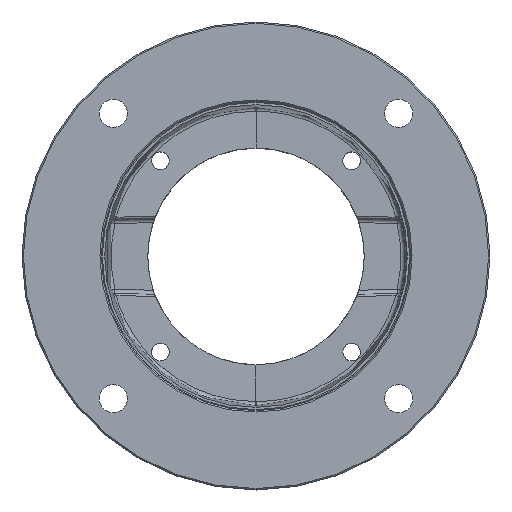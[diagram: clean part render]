
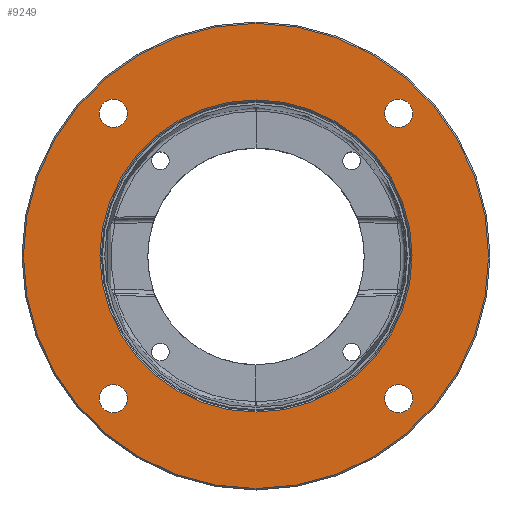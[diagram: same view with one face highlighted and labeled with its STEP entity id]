
A CAD part, top view. The second image highlights one B-rep face of the part: STEP entity #9249.
In plain terms, the highlighted planar face has unit normal (0, 0, 1).
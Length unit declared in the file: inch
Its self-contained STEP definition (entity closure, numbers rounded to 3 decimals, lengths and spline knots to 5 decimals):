
#12=CARTESIAN_POINT('',(0.,0.,-0.06));
#13=DIRECTION('',(0.,0.,1.));
#14=DIRECTION('',(0.,1.,0.));
#15=AXIS2_PLACEMENT_3D('',#12,#13,#14);
#21=CARTESIAN_POINT('',(0.,0.,-0.06));
#22=DIRECTION('',(0.,0.,-1.));
#23=DIRECTION('',(0.,1.,0.));
#24=AXIS2_PLACEMENT_3D('',#21,#22,#23);
#465=CARTESIAN_POINT('',(-2.07713,2.07713,-0.06));
#466=DIRECTION('',(0.,0.,-1.));
#467=DIRECTION('',(-0.707,0.707,0.));
#468=AXIS2_PLACEMENT_3D('',#465,#466,#467);
#470=CARTESIAN_POINT('',(-2.07713,2.07713,-0.06));
#471=DIRECTION('',(0.,0.,-1.));
#472=DIRECTION('',(0.707,-0.707,0.));
#473=AXIS2_PLACEMENT_3D('',#470,#471,#472);
#475=CARTESIAN_POINT('',(-2.07713,-2.07713,-0.06));
#476=DIRECTION('',(0.,0.,-1.));
#477=DIRECTION('',(-0.707,-0.707,0.));
#478=AXIS2_PLACEMENT_3D('',#475,#476,#477);
#480=CARTESIAN_POINT('',(-2.07713,-2.07713,-0.06));
#481=DIRECTION('',(0.,0.,-1.));
#482=DIRECTION('',(0.707,0.707,0.));
#483=AXIS2_PLACEMENT_3D('',#480,#481,#482);
#485=CARTESIAN_POINT('',(2.07713,-2.07713,-0.06));
#486=DIRECTION('',(0.,0.,-1.));
#487=DIRECTION('',(0.707,-0.707,0.));
#488=AXIS2_PLACEMENT_3D('',#485,#486,#487);
#490=CARTESIAN_POINT('',(2.07713,-2.07713,-0.06));
#491=DIRECTION('',(0.,0.,-1.));
#492=DIRECTION('',(-0.707,0.707,0.));
#493=AXIS2_PLACEMENT_3D('',#490,#491,#492);
#495=CARTESIAN_POINT('',(2.07713,2.07713,-0.06));
#496=DIRECTION('',(0.,0.,-1.));
#497=DIRECTION('',(0.707,0.707,0.));
#498=AXIS2_PLACEMENT_3D('',#495,#496,#497);
#500=CARTESIAN_POINT('',(2.07713,2.07713,-0.06));
#501=DIRECTION('',(0.,0.,-1.));
#502=DIRECTION('',(-0.707,-0.707,0.));
#503=AXIS2_PLACEMENT_3D('',#500,#501,#502);
#505=CARTESIAN_POINT('',(0.,0.,-0.06));
#506=DIRECTION('',(0.,0.,1.));
#507=DIRECTION('',(0.,1.,0.));
#508=AXIS2_PLACEMENT_3D('',#505,#506,#507);
#510=CARTESIAN_POINT('',(0.,0.,-0.06));
#511=DIRECTION('',(0.,0.,1.));
#512=DIRECTION('',(0.,-1.,0.));
#513=AXIS2_PLACEMENT_3D('',#510,#511,#512);
#8184=CARTESIAN_POINT('',(0.,3.385,-0.06));
#8185=CARTESIAN_POINT('',(0.,-3.385,-0.06));
#8186=VERTEX_POINT('',#8184);
#8187=VERTEX_POINT('',#8185);
#8212=CARTESIAN_POINT('',(-2.22208,2.22208,-0.06));
#8213=CARTESIAN_POINT('',(-1.93217,1.93217,-0.06));
#8214=VERTEX_POINT('',#8212);
#8215=VERTEX_POINT('',#8213);
#8232=CARTESIAN_POINT('',(-2.22208,-2.22208,-0.06));
#8233=CARTESIAN_POINT('',(-1.93217,-1.93217,-0.06));
#8234=VERTEX_POINT('',#8232);
#8235=VERTEX_POINT('',#8233);
#8240=CARTESIAN_POINT('',(2.22208,-2.22208,-0.06));
#8241=CARTESIAN_POINT('',(1.93217,-1.93217,-0.06));
#8242=VERTEX_POINT('',#8240);
#8243=VERTEX_POINT('',#8241);
#8248=CARTESIAN_POINT('',(2.22208,2.22208,-0.06));
#8249=CARTESIAN_POINT('',(1.93217,1.93217,-0.06));
#8250=VERTEX_POINT('',#8248);
#8251=VERTEX_POINT('',#8249);
#8272=CARTESIAN_POINT('',(0.,2.271,-0.06));
#8273=CARTESIAN_POINT('',(0.,-2.271,-0.06));
#8274=VERTEX_POINT('',#8272);
#8275=VERTEX_POINT('',#8273);
#9211=CARTESIAN_POINT('',(0.,0.,-0.06));
#9212=DIRECTION('',(0.,0.,1.));
#9213=DIRECTION('',(0.,1.,0.));
#9214=AXIS2_PLACEMENT_3D('',#9211,#9212,#9213);
#9215=PLANE('',#9214);
#9216=ORIENTED_EDGE('',*,*,#8403,.T.);
#9217=ORIENTED_EDGE('',*,*,#8388,.F.);
#9218=EDGE_LOOP('',(#9216,#9217));
#9219=FACE_OUTER_BOUND('',#9218,.F.);
#9221=ORIENTED_EDGE('',*,*,#9220,.F.);
#9223=ORIENTED_EDGE('',*,*,#9222,.F.);
#9224=EDGE_LOOP('',(#9221,#9223));
#9225=FACE_BOUND('',#9224,.F.);
#9227=ORIENTED_EDGE('',*,*,#9226,.F.);
#9229=ORIENTED_EDGE('',*,*,#9228,.F.);
#9230=EDGE_LOOP('',(#9227,#9229));
#9231=FACE_BOUND('',#9230,.F.);
#9233=ORIENTED_EDGE('',*,*,#9232,.F.);
#9235=ORIENTED_EDGE('',*,*,#9234,.F.);
#9236=EDGE_LOOP('',(#9233,#9235));
#9237=FACE_BOUND('',#9236,.F.);
#9239=ORIENTED_EDGE('',*,*,#9238,.F.);
#9241=ORIENTED_EDGE('',*,*,#9240,.F.);
#9242=EDGE_LOOP('',(#9239,#9241));
#9243=FACE_BOUND('',#9242,.F.);
#9245=ORIENTED_EDGE('',*,*,#9244,.T.);
#9246=ORIENTED_EDGE('',*,*,#9201,.T.);
#9247=EDGE_LOOP('',(#9245,#9246));
#9248=FACE_BOUND('',#9247,.F.);
#9249=ADVANCED_FACE('',(#9219,#9225,#9231,#9237,#9243,#9248),#9215,.T.);
#16=CIRCLE('',#15,3.385);
#25=CIRCLE('',#24,3.385);
#469=CIRCLE('',#468,0.205);
#474=CIRCLE('',#473,0.205);
#479=CIRCLE('',#478,0.205);
#484=CIRCLE('',#483,0.205);
#489=CIRCLE('',#488,0.205);
#494=CIRCLE('',#493,0.205);
#499=CIRCLE('',#498,0.205);
#504=CIRCLE('',#503,0.205);
#509=CIRCLE('',#508,2.271);
#514=CIRCLE('',#513,2.271);
#8388=EDGE_CURVE('',#8186,#8187,#16,.T.);
#8403=EDGE_CURVE('',#8186,#8187,#25,.T.);
#9201=EDGE_CURVE('',#8275,#8274,#514,.T.);
#9220=EDGE_CURVE('',#8214,#8215,#469,.T.);
#9222=EDGE_CURVE('',#8215,#8214,#474,.T.);
#9226=EDGE_CURVE('',#8234,#8235,#479,.T.);
#9228=EDGE_CURVE('',#8235,#8234,#484,.T.);
#9232=EDGE_CURVE('',#8242,#8243,#489,.T.);
#9234=EDGE_CURVE('',#8243,#8242,#494,.T.);
#9238=EDGE_CURVE('',#8250,#8251,#499,.T.);
#9240=EDGE_CURVE('',#8251,#8250,#504,.T.);
#9244=EDGE_CURVE('',#8274,#8275,#509,.T.);
